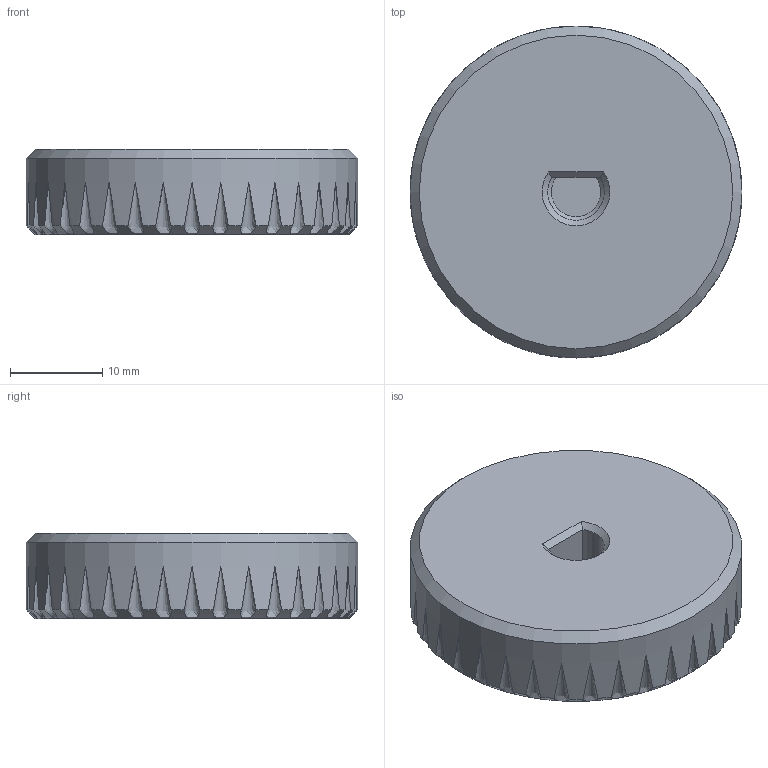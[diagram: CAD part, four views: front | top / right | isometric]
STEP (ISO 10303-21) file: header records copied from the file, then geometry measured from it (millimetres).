
FILE_DESCRIPTION(/* description */ (''),/* implementation_level */ '2;1');
FILE_NAME(/* name */ 'OSSM - Remote Reimagined - Depth Knob.step',/* time_stamp */ '2024-09-07T21:05:23-04:00',/* author */ (''),/* organization */ (''),/* preprocessor_version */ 'ST-DEVELOPER v20',/* originating_system */ 'Autodesk Translation Framework v13.14.0.145',/* authorisation */ '');
FILE_SCHEMA (('AUTOMOTIVE_DESIGN { 1 0 10303 214 3 1 1 }'));
Length unit declared in the file: millimetre
Products named in the file (1): OSSM - Remote Reimagined - Depth Knob
Bounding box: 36 x 36 x 9.3 mm (x, y, z)
Volume: 9100.9 mm3; surface area: 3149.1 mm2
Topology: 1 solids, 1 shells, 82 faces, 270 edges, 155 vertices
Faces by surface type: cone 75, plane 5, cylinder 2
Full cylindrical faces by diameter (mm): 36 x1
Entity records: 3703 total; most frequent: CARTESIAN_POINT 1740, ORIENTED_EDGE 468, DIRECTION 331, EDGE_CURVE 234, AXIS2_PLACEMENT_3D 162, VERTEX_POINT 155, B_SPLINE_CURVE_WITH_KNOTS 146, EDGE_LOOP 83
